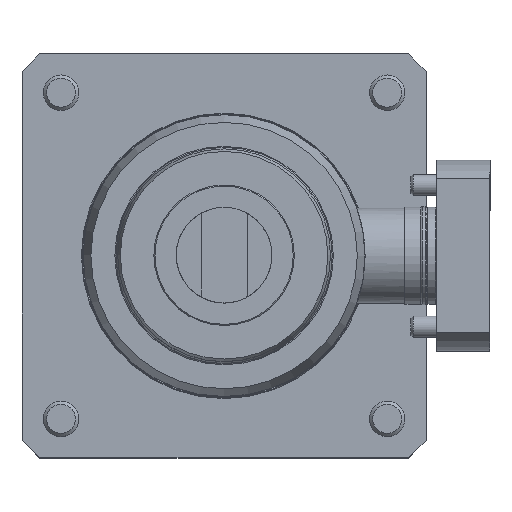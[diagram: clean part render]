
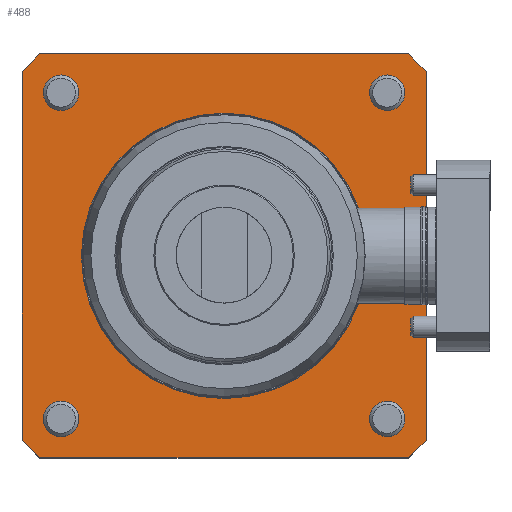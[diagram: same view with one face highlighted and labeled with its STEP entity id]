
A CAD part, top view. The second image highlights one B-rep face of the part: STEP entity #488.
In plain terms, the highlighted planar face has unit normal (0, 0, 1).
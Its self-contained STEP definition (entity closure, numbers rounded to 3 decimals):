
#82=LINE('',#3121,#148);
#83=LINE('',#3124,#149);
#84=LINE('',#3126,#150);
#85=LINE('',#3128,#151);
#86=LINE('',#3130,#152);
#87=LINE('',#3132,#153);
#88=LINE('',#3134,#154);
#89=LINE('',#3136,#155);
#148=VECTOR('',#2281,1.);
#149=VECTOR('',#2282,1.);
#150=VECTOR('',#2283,1.);
#151=VECTOR('',#2284,1.);
#152=VECTOR('',#2285,1.);
#153=VECTOR('',#2286,1.);
#154=VECTOR('',#2287,1.);
#155=VECTOR('',#2288,1.);
#327=FACE_BOUND('',#775,.T.);
#328=FACE_BOUND('',#776,.T.);
#329=FACE_BOUND('',#777,.T.);
#330=FACE_BOUND('',#778,.T.);
#331=FACE_BOUND('',#779,.T.);
#332=FACE_BOUND('',#780,.T.);
#488=ADVANCED_FACE('',(#327,#328,#329,#330,#331,#332),#576,.T.);
#576=PLANE('',#1900);
#775=EDGE_LOOP('',(#1055));
#776=EDGE_LOOP('',(#1056,#1057,#1058,#1059,#1060,#1061,#1062,#1063));
#777=EDGE_LOOP('',(#1064));
#778=EDGE_LOOP('',(#1065));
#779=EDGE_LOOP('',(#1066));
#780=EDGE_LOOP('',(#1067));
#1055=ORIENTED_EDGE('',*,*,#1528,.F.);
#1056=ORIENTED_EDGE('',*,*,#1529,.T.);
#1057=ORIENTED_EDGE('',*,*,#1530,.T.);
#1058=ORIENTED_EDGE('',*,*,#1531,.T.);
#1059=ORIENTED_EDGE('',*,*,#1532,.T.);
#1060=ORIENTED_EDGE('',*,*,#1533,.T.);
#1061=ORIENTED_EDGE('',*,*,#1534,.T.);
#1062=ORIENTED_EDGE('',*,*,#1535,.T.);
#1063=ORIENTED_EDGE('',*,*,#1536,.T.);
#1064=ORIENTED_EDGE('',*,*,#1527,.F.);
#1065=ORIENTED_EDGE('',*,*,#1526,.F.);
#1066=ORIENTED_EDGE('',*,*,#1525,.F.);
#1067=ORIENTED_EDGE('',*,*,#1524,.F.);
#1354=VERTEX_POINT('',#3107);
#1355=VERTEX_POINT('',#3110);
#1356=VERTEX_POINT('',#3113);
#1357=VERTEX_POINT('',#3116);
#1358=VERTEX_POINT('',#3119);
#1359=VERTEX_POINT('',#3122);
#1360=VERTEX_POINT('',#3123);
#1361=VERTEX_POINT('',#3125);
#1362=VERTEX_POINT('',#3127);
#1363=VERTEX_POINT('',#3129);
#1364=VERTEX_POINT('',#3131);
#1365=VERTEX_POINT('',#3133);
#1366=VERTEX_POINT('',#3135);
#1524=EDGE_CURVE('',#1354,#1354,#1693,.T.);
#1525=EDGE_CURVE('',#1355,#1355,#1694,.T.);
#1526=EDGE_CURVE('',#1356,#1356,#1695,.T.);
#1527=EDGE_CURVE('',#1357,#1357,#1696,.T.);
#1528=EDGE_CURVE('',#1358,#1358,#1697,.T.);
#1529=EDGE_CURVE('',#1359,#1360,#82,.T.);
#1530=EDGE_CURVE('',#1360,#1361,#83,.T.);
#1531=EDGE_CURVE('',#1361,#1362,#84,.T.);
#1532=EDGE_CURVE('',#1362,#1363,#85,.T.);
#1533=EDGE_CURVE('',#1363,#1364,#86,.T.);
#1534=EDGE_CURVE('',#1364,#1365,#87,.T.);
#1535=EDGE_CURVE('',#1365,#1366,#88,.T.);
#1536=EDGE_CURVE('',#1366,#1359,#89,.T.);
#1693=CIRCLE('',#1890,5.);
#1694=CIRCLE('',#1892,5.);
#1695=CIRCLE('',#1894,5.);
#1696=CIRCLE('',#1896,5.);
#1697=CIRCLE('',#1898,40.25);
#1890=AXIS2_PLACEMENT_3D('',#3106,#2261,#2262);
#1892=AXIS2_PLACEMENT_3D('',#3109,#2265,#2266);
#1894=AXIS2_PLACEMENT_3D('',#3112,#2269,#2270);
#1896=AXIS2_PLACEMENT_3D('',#3115,#2273,#2274);
#1898=AXIS2_PLACEMENT_3D('',#3118,#2277,#2278);
#1900=AXIS2_PLACEMENT_3D('',#3137,#2289,#2290);
#2261=DIRECTION('',(0.,0.,1.));
#2262=DIRECTION('',(0.,-1.,0.));
#2265=DIRECTION('',(0.,0.,1.));
#2266=DIRECTION('',(0.,-1.,0.));
#2269=DIRECTION('',(0.,0.,1.));
#2270=DIRECTION('',(0.,-1.,0.));
#2273=DIRECTION('',(0.,0.,1.));
#2274=DIRECTION('',(0.,-1.,0.));
#2277=DIRECTION('',(0.,0.,1.));
#2278=DIRECTION('',(1.,0.,0.));
#2281=DIRECTION('',(0.,-1.,0.));
#2282=DIRECTION('',(0.707,-0.707,0.));
#2283=DIRECTION('',(1.,0.,0.));
#2284=DIRECTION('',(0.707,0.707,0.));
#2285=DIRECTION('',(0.,1.,0.));
#2286=DIRECTION('',(-0.707,0.707,0.));
#2287=DIRECTION('',(-1.,0.,0.));
#2288=DIRECTION('',(-0.707,-0.707,0.));
#2289=DIRECTION('',(0.,0.,1.));
#2290=DIRECTION('',(1.,0.,0.));
#3106=CARTESIAN_POINT('',(-46.,46.,0.));
#3107=CARTESIAN_POINT('',(-46.,41.,0.));
#3109=CARTESIAN_POINT('',(-46.,-46.,0.));
#3110=CARTESIAN_POINT('',(-46.,-51.,0.));
#3112=CARTESIAN_POINT('',(46.,-46.,0.));
#3113=CARTESIAN_POINT('',(46.,-51.,0.));
#3115=CARTESIAN_POINT('',(46.,46.,0.));
#3116=CARTESIAN_POINT('',(46.,41.,0.));
#3118=CARTESIAN_POINT('',(-0.004,0.,0.));
#3119=CARTESIAN_POINT('',(40.246,0.,0.));
#3121=CARTESIAN_POINT('',(-57.004,-57.,0.));
#3122=CARTESIAN_POINT('',(-57.004,52.,0.));
#3123=CARTESIAN_POINT('',(-57.004,-52.,0.));
#3124=CARTESIAN_POINT('',(-29.504,-79.5,0.));
#3125=CARTESIAN_POINT('',(-52.004,-57.,0.));
#3126=CARTESIAN_POINT('',(-57.004,-57.,0.));
#3127=CARTESIAN_POINT('',(51.996,-57.,0.));
#3128=CARTESIAN_POINT('',(79.496,-29.5,0.));
#3129=CARTESIAN_POINT('',(56.996,-52.,0.));
#3130=CARTESIAN_POINT('',(56.996,-57.,0.));
#3131=CARTESIAN_POINT('',(56.996,52.,0.));
#3132=CARTESIAN_POINT('',(79.496,29.5,0.));
#3133=CARTESIAN_POINT('',(51.996,57.,0.));
#3134=CARTESIAN_POINT('',(-57.004,57.,0.));
#3135=CARTESIAN_POINT('',(-52.004,57.,0.));
#3136=CARTESIAN_POINT('',(-29.504,79.5,0.));
#3137=CARTESIAN_POINT('',(-49.004,28.,0.));
